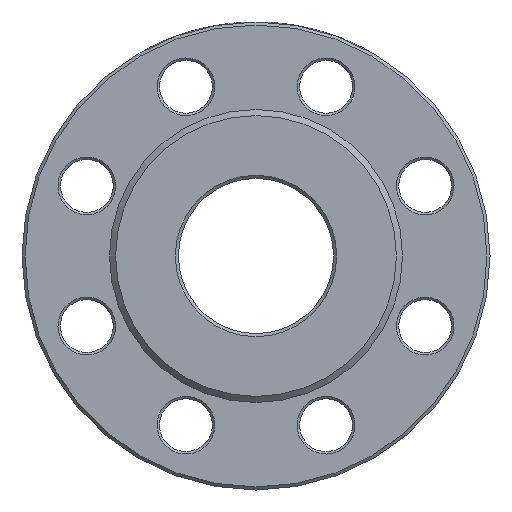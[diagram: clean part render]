
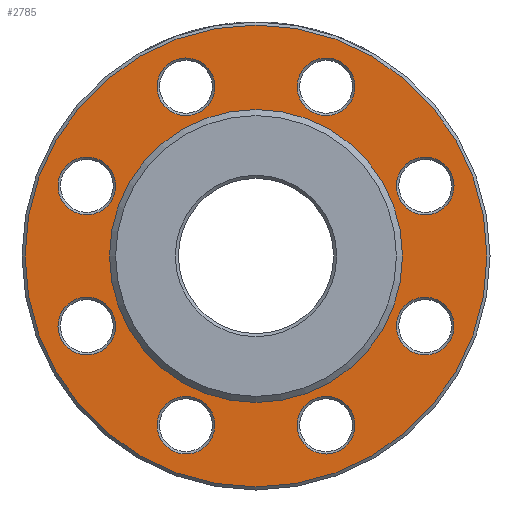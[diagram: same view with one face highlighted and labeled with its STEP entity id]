
A CAD part, left-side view. The second image highlights one B-rep face of the part: STEP entity #2785.
In plain terms, the highlighted planar face has unit normal (-1, 0, 0).
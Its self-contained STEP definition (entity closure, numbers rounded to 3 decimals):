
#34 = ORIENTED_EDGE ( 'NONE', *, *, #1755, .T. ) ;
#198 = VERTEX_POINT ( 'NONE', #1278 ) ;
#222 = DIRECTION ( 'NONE',  ( 0., -0.707, 0.707 ) ) ;
#375 = FACE_BOUND ( 'NONE', #5193, .T. ) ;
#415 = AXIS2_PLACEMENT_3D ( 'NONE', #746, #2949, #1292 ) ;
#426 = DIRECTION ( 'NONE',  ( -1., 0., 0. ) ) ;
#526 = ORIENTED_EDGE ( 'NONE', *, *, #2753, .T. ) ;
#545 = DIRECTION ( 'NONE',  ( 1., 0., 0. ) ) ;
#731 = VERTEX_POINT ( 'NONE', #6607 ) ;
#740 = FACE_BOUND ( 'NONE', #5542, .T. ) ;
#746 = CARTESIAN_POINT ( 'NONE',  ( 3., 34.442, 83.149 ) ) ;
#771 = DIRECTION ( 'NONE',  ( 0., 0., -1. ) ) ;
#847 = CIRCLE ( 'NONE', #3307, 14.2 ) ;
#968 = VERTEX_POINT ( 'NONE', #1462 ) ;
#976 = DIRECTION ( 'NONE',  ( 0., 0., 1. ) ) ;
#1245 = VERTEX_POINT ( 'NONE', #5103 ) ;
#1277 = AXIS2_PLACEMENT_3D ( 'NONE', #5339, #545, #5376 ) ;
#1278 = CARTESIAN_POINT ( 'NONE',  ( 3., 48.642, 83.149 ) ) ;
#1292 = DIRECTION ( 'NONE',  ( 0., 1., 0. ) ) ;
#1343 = CARTESIAN_POINT ( 'NONE',  ( 3., -83.149, -34.442 ) ) ;
#1353 = CARTESIAN_POINT ( 'NONE',  ( 3., 0., -113.5 ) ) ;
#1438 = EDGE_CURVE ( 'NONE', #2411, #2411, #6718, .T. ) ;
#1462 = CARTESIAN_POINT ( 'NONE',  ( 3., 24.401, -93.19 ) ) ;
#1503 = AXIS2_PLACEMENT_3D ( 'NONE', #3377, #4393, #1661 ) ;
#1533 = CARTESIAN_POINT ( 'NONE',  ( 3., -83.149, 34.442 ) ) ;
#1544 = ORIENTED_EDGE ( 'NONE', *, *, #6817, .T. ) ;
#1661 = DIRECTION ( 'NONE',  ( 0., 0.707, 0.707 ) ) ;
#1717 = EDGE_LOOP ( 'NONE', ( #1544 ) ) ;
#1730 = CIRCLE ( 'NONE', #3983, 113.5 ) ;
#1740 = CIRCLE ( 'NONE', #6323, 14.2 ) ;
#1755 = EDGE_CURVE ( 'NONE', #4959, #4959, #1730, .T. ) ;
#1809 = DIRECTION ( 'NONE',  ( 0., 0.707, -0.707 ) ) ;
#1813 = FACE_BOUND ( 'NONE', #4277, .T. ) ;
#1826 = ORIENTED_EDGE ( 'NONE', *, *, #5148, .T. ) ;
#1963 = AXIS2_PLACEMENT_3D ( 'NONE', #5000, #2341, #1809 ) ;
#1968 = CIRCLE ( 'NONE', #4316, 14.2 ) ;
#1973 = CIRCLE ( 'NONE', #415, 14.2 ) ;
#2011 = EDGE_LOOP ( 'NONE', ( #3242 ) ) ;
#2051 = CARTESIAN_POINT ( 'NONE',  ( 3., 93.19, 24.401 ) ) ;
#2341 = DIRECTION ( 'NONE',  ( 1., 0., 0. ) ) ;
#2411 = VERTEX_POINT ( 'NONE', #6155 ) ;
#2445 = VERTEX_POINT ( 'NONE', #5032 ) ;
#2502 = DIRECTION ( 'NONE',  ( 1., 0., 0. ) ) ;
#2640 = CIRCLE ( 'NONE', #6546, 14.2 ) ;
#2673 = ORIENTED_EDGE ( 'NONE', *, *, #1438, .T. ) ;
#2753 = EDGE_CURVE ( 'NONE', #731, #731, #847, .T. ) ;
#2785 = ADVANCED_FACE ( 'NONE', ( #375, #4479, #740, #6615, #2801, #5527, #1813, #2913, #5693, #4514 ), #4445, .F. ) ;
#2801 = FACE_BOUND ( 'NONE', #5156, .T. ) ;
#2904 = CARTESIAN_POINT ( 'NONE',  ( 3., 0., 0. ) ) ;
#2913 = FACE_BOUND ( 'NONE', #2011, .T. ) ;
#2949 = DIRECTION ( 'NONE',  ( 1., 0., 0. ) ) ;
#3019 = DIRECTION ( 'NONE',  ( 0., 0., -1. ) ) ;
#3202 = AXIS2_PLACEMENT_3D ( 'NONE', #6268, #426, #976 ) ;
#3242 = ORIENTED_EDGE ( 'NONE', *, *, #4422, .T. ) ;
#3307 = AXIS2_PLACEMENT_3D ( 'NONE', #1343, #2502, #222 ) ;
#3335 = ORIENTED_EDGE ( 'NONE', *, *, #6298, .T. ) ;
#3377 = CARTESIAN_POINT ( 'NONE',  ( 3., -34.442, 83.149 ) ) ;
#3411 = EDGE_CURVE ( 'NONE', #1245, #1245, #3760, .T. ) ;
#3489 = EDGE_CURVE ( 'NONE', #2445, #2445, #1968, .T. ) ;
#3515 = DIRECTION ( 'NONE',  ( 1., 0., 0. ) ) ;
#3547 = CARTESIAN_POINT ( 'NONE',  ( 3., 83.149, -34.442 ) ) ;
#3595 = ORIENTED_EDGE ( 'NONE', *, *, #4415, .T. ) ;
#3646 = CIRCLE ( 'NONE', #1277, 14.2 ) ;
#3702 = VERTEX_POINT ( 'NONE', #4163 ) ;
#3760 = CIRCLE ( 'NONE', #3202, 72. ) ;
#3961 = CARTESIAN_POINT ( 'NONE',  ( 3., 72., 0. ) ) ;
#3983 = AXIS2_PLACEMENT_3D ( 'NONE', #2904, #5031, #771 ) ;
#4059 = CARTESIAN_POINT ( 'NONE',  ( 3., 83.149, -48.642 ) ) ;
#4163 = CARTESIAN_POINT ( 'NONE',  ( 3., -48.642, -83.149 ) ) ;
#4207 = AXIS2_PLACEMENT_3D ( 'NONE', #3961, #6088, #5493 ) ;
#4277 = EDGE_LOOP ( 'NONE', ( #1826 ) ) ;
#4316 = AXIS2_PLACEMENT_3D ( 'NONE', #1533, #5772, #6758 ) ;
#4393 = DIRECTION ( 'NONE',  ( 1., 0., 0. ) ) ;
#4415 = EDGE_CURVE ( 'NONE', #198, #198, #1973, .T. ) ;
#4422 = EDGE_CURVE ( 'NONE', #6121, #6121, #1740, .T. ) ;
#4445 = PLANE ( 'NONE',  #4207 ) ;
#4479 = FACE_BOUND ( 'NONE', #5921, .T. ) ;
#4514 = FACE_BOUND ( 'NONE', #6907, .T. ) ;
#4650 = VERTEX_POINT ( 'NONE', #2051 ) ;
#4800 = EDGE_LOOP ( 'NONE', ( #5159 ) ) ;
#4959 = VERTEX_POINT ( 'NONE', #1353 ) ;
#5000 = CARTESIAN_POINT ( 'NONE',  ( 3., 83.149, 34.442 ) ) ;
#5031 = DIRECTION ( 'NONE',  ( -1., 0., 0. ) ) ;
#5032 = CARTESIAN_POINT ( 'NONE',  ( 3., -83.149, 48.642 ) ) ;
#5103 = CARTESIAN_POINT ( 'NONE',  ( 3., 0., 72. ) ) ;
#5148 = EDGE_CURVE ( 'NONE', #968, #968, #3646, .T. ) ;
#5156 = EDGE_LOOP ( 'NONE', ( #526 ) ) ;
#5159 = ORIENTED_EDGE ( 'NONE', *, *, #3489, .T. ) ;
#5193 = EDGE_LOOP ( 'NONE', ( #3335 ) ) ;
#5339 = CARTESIAN_POINT ( 'NONE',  ( 3., 34.442, -83.149 ) ) ;
#5376 = DIRECTION ( 'NONE',  ( 0., -0.707, -0.707 ) ) ;
#5387 = ORIENTED_EDGE ( 'NONE', *, *, #3411, .F. ) ;
#5493 = DIRECTION ( 'NONE',  ( 0., 0., -1. ) ) ;
#5527 = FACE_BOUND ( 'NONE', #1717, .T. ) ;
#5542 = EDGE_LOOP ( 'NONE', ( #2673 ) ) ;
#5568 = DIRECTION ( 'NONE',  ( 1., 0., 0. ) ) ;
#5641 = DIRECTION ( 'NONE',  ( 0., -1., 0. ) ) ;
#5693 = FACE_OUTER_BOUND ( 'NONE', #6449, .T. ) ;
#5772 = DIRECTION ( 'NONE',  ( 1., 0., 0. ) ) ;
#5921 = EDGE_LOOP ( 'NONE', ( #3595 ) ) ;
#5987 = CIRCLE ( 'NONE', #1963, 14.2 ) ;
#6088 = DIRECTION ( 'NONE',  ( 1., 0., 0. ) ) ;
#6121 = VERTEX_POINT ( 'NONE', #4059 ) ;
#6155 = CARTESIAN_POINT ( 'NONE',  ( 3., -24.401, 93.19 ) ) ;
#6242 = CARTESIAN_POINT ( 'NONE',  ( 3., -34.442, -83.149 ) ) ;
#6268 = CARTESIAN_POINT ( 'NONE',  ( 3., 0., 0. ) ) ;
#6298 = EDGE_CURVE ( 'NONE', #4650, #4650, #5987, .T. ) ;
#6323 = AXIS2_PLACEMENT_3D ( 'NONE', #3547, #5568, #3019 ) ;
#6449 = EDGE_LOOP ( 'NONE', ( #34 ) ) ;
#6546 = AXIS2_PLACEMENT_3D ( 'NONE', #6242, #3515, #5641 ) ;
#6607 = CARTESIAN_POINT ( 'NONE',  ( 3., -93.19, -24.401 ) ) ;
#6615 = FACE_BOUND ( 'NONE', #4800, .T. ) ;
#6718 = CIRCLE ( 'NONE', #1503, 14.2 ) ;
#6758 = DIRECTION ( 'NONE',  ( 0., 0., 1. ) ) ;
#6817 = EDGE_CURVE ( 'NONE', #3702, #3702, #2640, .T. ) ;
#6907 = EDGE_LOOP ( 'NONE', ( #5387 ) ) ;
